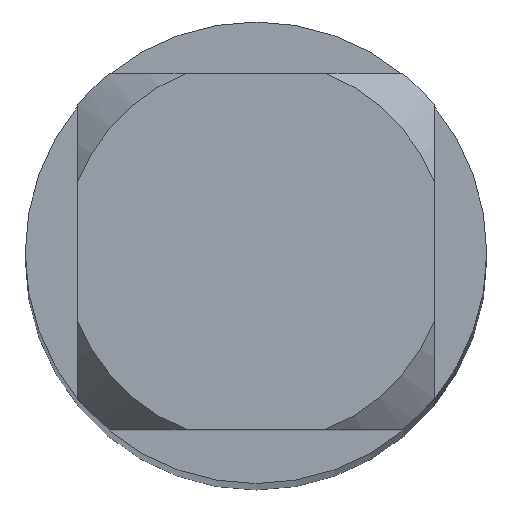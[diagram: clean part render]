
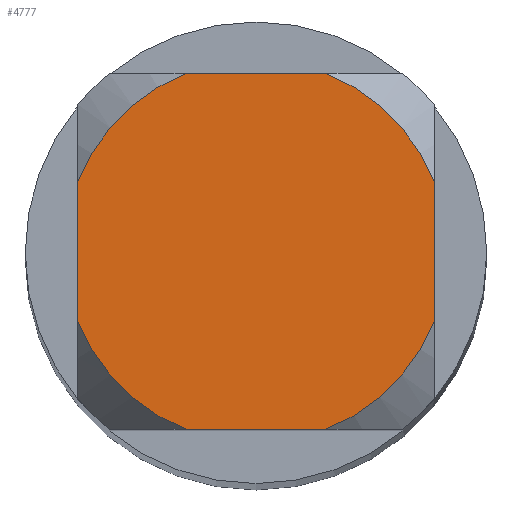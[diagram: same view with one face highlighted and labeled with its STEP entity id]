
A CAD part, top view. The second image highlights one B-rep face of the part: STEP entity #4777.
In plain terms, the highlighted planar face has unit normal (0, 0, 1).
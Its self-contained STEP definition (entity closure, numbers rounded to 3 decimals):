
#2333=EDGE_CURVE('',#6329,#5437,#6847,.T.);
#3159=EDGE_CURVE('',#4743,#4939,#7749,.T.);
#3747=EDGE_CURVE('',#4195,#4177,#8384,.T.);
#4015=EDGE_CURVE('',#4195,#6553,#8677,.T.);
#4081=EDGE_CURVE('',#6329,#6553,#8750,.T.);
#4177=VERTEX_POINT('',#8858);
#4183=EDGE_CURVE('',#4743,#4177,#8865,.T.);
#4195=VERTEX_POINT('',#8877);
#4297=EDGE_CURVE('',#6331,#4939,#8987,.T.);
#4607=EDGE_CURVE('',#6331,#5437,#9328,.T.);
#4743=VERTEX_POINT('',#9479);
#4777=ADVANCED_FACE('',(#9515),#9516,.T.);
#4939=VERTEX_POINT('',#9692);
#5437=VERTEX_POINT('',#10229);
#6329=VERTEX_POINT('',#11204);
#6331=VERTEX_POINT('',#11206);
#6553=VERTEX_POINT('',#11445);
#6847=LINE('',#11783,#11784);
#7749=CIRCLE('',#13244,1.45);
#8384=CIRCLE('',#14355,1.45);
#8677=LINE('',#14852,#14853);
#8750=CIRCLE('',#14980,1.45);
#8858=CARTESIAN_POINT('',(1.35,0.529,0.0));
#8865=LINE('',#15175,#15176);
#8877=CARTESIAN_POINT('',(0.529,1.35,0.0));
#8987=LINE('',#15364,#15365);
#9328=CIRCLE('',#15945,1.45);
#9479=CARTESIAN_POINT('',(1.35,-0.529,0.0));
#9515=FACE_OUTER_BOUND('',#16237,.T.);
#9516=PLANE('',#16238);
#9692=CARTESIAN_POINT('',(0.529,-1.35,0.0));
#10229=CARTESIAN_POINT('',(-1.35,-0.529,0.0));
#11204=CARTESIAN_POINT('',(-1.35,0.529,0.0));
#11206=CARTESIAN_POINT('',(-0.529,-1.35,0.0));
#11445=CARTESIAN_POINT('',(-0.529,1.35,0.0));
#11783=CARTESIAN_POINT('',(-1.35,0.363,0.0));
#11784=VECTOR('',#19987,1.0);
#13244=AXIS2_PLACEMENT_3D('',#20923,#20924,#20925);
#14355=AXIS2_PLACEMENT_3D('',#21590,#21591,#21592);
#14852=CARTESIAN_POINT('',(0.0,1.35,0.0));
#14853=VECTOR('',#21896,1.0);
#14980=AXIS2_PLACEMENT_3D('',#21973,#21974,#21975);
#15175=CARTESIAN_POINT('',(1.35,0.363,0.0));
#15176=VECTOR('',#22113,1.0);
#15364=CARTESIAN_POINT('',(0.0,-1.35,0.0));
#15365=VECTOR('',#22222,1.0);
#15945=AXIS2_PLACEMENT_3D('',#22790,#22791,#22792);
#16237=EDGE_LOOP('',(#23021,#23022,#23023,#23024,#23025,#23026,#23027,#23028));
#16238=AXIS2_PLACEMENT_3D('',#23029,#23030,#23031);
#19987=DIRECTION('',(-0.0,-1.0,0.0));
#20923=CARTESIAN_POINT('',(0.0,0.0,0.0));
#20924=DIRECTION('',(0.0,0.0,-1.0));
#20925=DIRECTION('',(0.0,1.0,0.0));
#21590=CARTESIAN_POINT('',(0.0,0.0,0.0));
#21591=DIRECTION('',(0.0,0.0,-1.0));
#21592=DIRECTION('',(0.0,1.0,0.0));
#21896=DIRECTION('',(-1.0,0.0,0.0));
#21973=CARTESIAN_POINT('',(0.0,0.0,0.0));
#21974=DIRECTION('',(0.0,0.0,-1.0));
#21975=DIRECTION('',(0.0,1.0,0.0));
#22113=DIRECTION('',(-0.0,1.0,0.0));
#22222=DIRECTION('',(1.0,0.0,0.0));
#22790=CARTESIAN_POINT('',(0.0,0.0,0.0));
#22791=DIRECTION('',(0.0,0.0,-1.0));
#22792=DIRECTION('',(0.0,1.0,0.0));
#23021=ORIENTED_EDGE('',*,*,#2333,.T.);
#23022=ORIENTED_EDGE('',*,*,#4607,.F.);
#23023=ORIENTED_EDGE('',*,*,#4297,.T.);
#23024=ORIENTED_EDGE('',*,*,#3159,.F.);
#23025=ORIENTED_EDGE('',*,*,#4183,.T.);
#23026=ORIENTED_EDGE('',*,*,#3747,.F.);
#23027=ORIENTED_EDGE('',*,*,#4015,.T.);
#23028=ORIENTED_EDGE('',*,*,#4081,.F.);
#23029=CARTESIAN_POINT('',(0.0,0.725,0.0));
#23030=DIRECTION('',(-0.0,0.0,1.0));
#23031=DIRECTION('',(0.0,-1.0,0.0));
